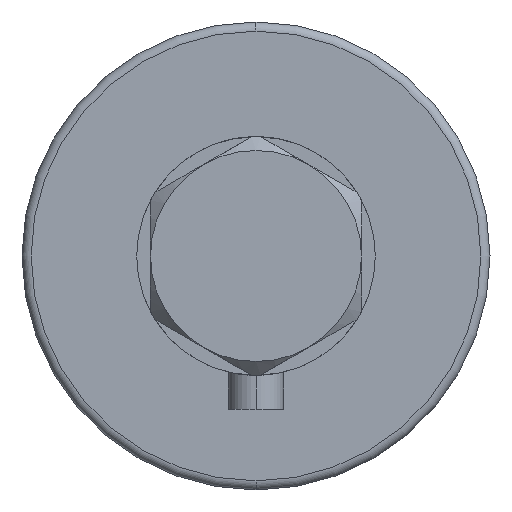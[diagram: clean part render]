
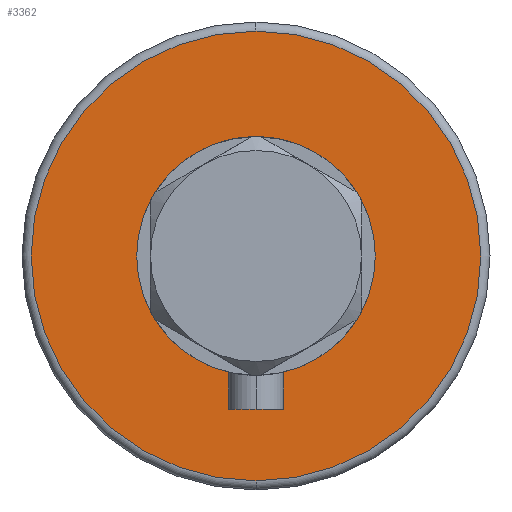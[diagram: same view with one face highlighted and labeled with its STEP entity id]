
A CAD part, left-side view. The second image highlights one B-rep face of the part: STEP entity #3362.
In plain terms, the highlighted face is planar.
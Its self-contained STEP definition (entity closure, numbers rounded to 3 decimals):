
#27 = CIRCLE ( 'NONE', #2479, 20. ) ;
#48 = DIRECTION ( 'NONE',  ( 0., 0., 1. ) ) ;
#371 = EDGE_LOOP ( 'NONE', ( #4987, #2483 ) ) ;
#475 = CIRCLE ( 'NONE', #2317, 20. ) ;
#691 = CARTESIAN_POINT ( 'NONE',  ( 49., 0., 0. ) ) ;
#716 = CARTESIAN_POINT ( 'NONE',  ( 0., 0., 0. ) ) ;
#738 = AXIS2_PLACEMENT_3D ( 'NONE', #3816, #1451, #5058 ) ;
#847 = ORIENTED_EDGE ( 'NONE', *, *, #2890, .T. ) ;
#998 = CARTESIAN_POINT ( 'NONE',  ( -49., 0., 0. ) ) ;
#1100 = DIRECTION ( 'NONE',  ( 1., 0., 0. ) ) ;
#1121 = CARTESIAN_POINT ( 'NONE',  ( -20., 0., 0. ) ) ;
#1451 = DIRECTION ( 'NONE',  ( 0., 0., -1. ) ) ;
#1454 = EDGE_CURVE ( 'NONE', #1935, #2041, #27, .T. ) ;
#1462 = CARTESIAN_POINT ( 'NONE',  ( 0., 0., 0. ) ) ;
#1509 = FACE_BOUND ( 'NONE', #371, .T. ) ;
#1872 = VERTEX_POINT ( 'NONE', #998 ) ;
#1887 = FACE_OUTER_BOUND ( 'NONE', #2287, .T. ) ;
#1935 = VERTEX_POINT ( 'NONE', #4148 ) ;
#2041 = VERTEX_POINT ( 'NONE', #1121 ) ;
#2074 = AXIS2_PLACEMENT_3D ( 'NONE', #2179, #4980, #5002 ) ;
#2179 = CARTESIAN_POINT ( 'NONE',  ( 0., 0., 0. ) ) ;
#2237 = CIRCLE ( 'NONE', #2074, 49. ) ;
#2287 = EDGE_LOOP ( 'NONE', ( #4500, #847 ) ) ;
#2317 = AXIS2_PLACEMENT_3D ( 'NONE', #1462, #3060, #5093 ) ;
#2338 = DIRECTION ( 'NONE',  ( 1., 0., 0. ) ) ;
#2479 = AXIS2_PLACEMENT_3D ( 'NONE', #5122, #48, #2338 ) ;
#2483 = ORIENTED_EDGE ( 'NONE', *, *, #2711, .T. ) ;
#2502 = AXIS2_PLACEMENT_3D ( 'NONE', #716, #4275, #1100 ) ;
#2711 = EDGE_CURVE ( 'NONE', #2041, #1935, #475, .T. ) ;
#2890 = EDGE_CURVE ( 'NONE', #1872, #3651, #2237, .T. ) ;
#3060 = DIRECTION ( 'NONE',  ( 0., 0., 1. ) ) ;
#3362 = ADVANCED_FACE ( 'NONE', ( #1887, #1509 ), #4720, .F. ) ;
#3612 = CIRCLE ( 'NONE', #738, 49. ) ;
#3651 = VERTEX_POINT ( 'NONE', #691 ) ;
#3816 = CARTESIAN_POINT ( 'NONE',  ( 0., 0., 0. ) ) ;
#4148 = CARTESIAN_POINT ( 'NONE',  ( 20., 0., 0. ) ) ;
#4275 = DIRECTION ( 'NONE',  ( 0., 0., 1. ) ) ;
#4500 = ORIENTED_EDGE ( 'NONE', *, *, #4733, .T. ) ;
#4720 = PLANE ( 'NONE',  #2502 ) ;
#4733 = EDGE_CURVE ( 'NONE', #3651, #1872, #3612, .T. ) ;
#4980 = DIRECTION ( 'NONE',  ( 0., 0., -1. ) ) ;
#4987 = ORIENTED_EDGE ( 'NONE', *, *, #1454, .T. ) ;
#5002 = DIRECTION ( 'NONE',  ( 1., 0., 0. ) ) ;
#5058 = DIRECTION ( 'NONE',  ( 1., 0., 0. ) ) ;
#5093 = DIRECTION ( 'NONE',  ( 1., 0., 0. ) ) ;
#5122 = CARTESIAN_POINT ( 'NONE',  ( 0., 0., 0. ) ) ;
